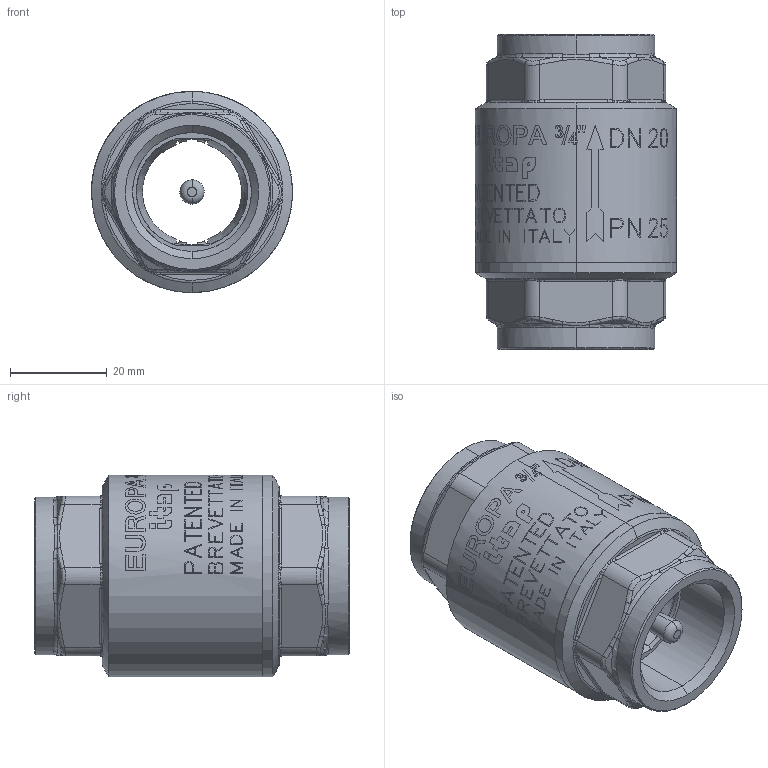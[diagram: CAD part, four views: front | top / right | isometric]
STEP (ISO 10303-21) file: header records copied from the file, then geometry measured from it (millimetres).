
FILE_DESCRIPTION (( 'STEP AP214' ), '1' );
FILE_NAME ('IT-EUROPA10005.STEP', '2018-09-21T09:07:38', ( '' ), ( '' ), 'SwSTEP 2.0', 'SolidWorks 2018', '' );
FILE_SCHEMA (( 'AUTOMOTIVE_DESIGN' ));
Length unit declared in the file: millimetre
Products named in the file (1): IT-EUROPA10005
Bounding box: 41.48 x 64.98 x 41.5 mm (x, y, z)
Surface area: 13267.8 mm2 (no closed solid volume)
Topology: 0 solids, 4 shells, 410 faces, 1805 edges, 1476 vertices
Faces by surface type: bspline 200, cylinder 115, cone 34, plane 31, torus 30
Entity records: 26745 total; most frequent: CARTESIAN_POINT 16003, ORIENTED_EDGE 3556, EDGE_CURVE 1805, B_SPLINE_CURVE_WITH_KNOTS 1637, VERTEX_POINT 1476, EDGE_LOOP 487, DIRECTION 422, ADVANCED_FACE 410
